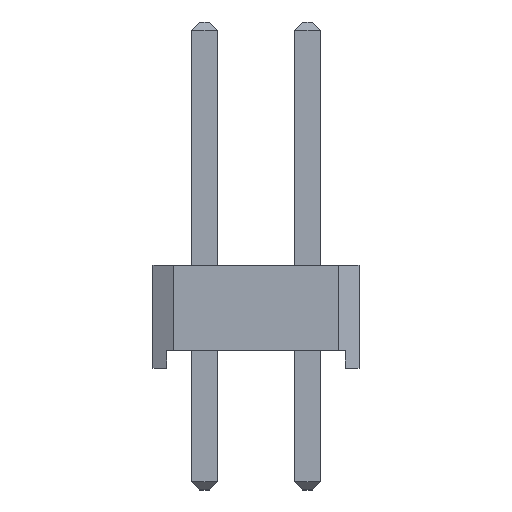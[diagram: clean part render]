
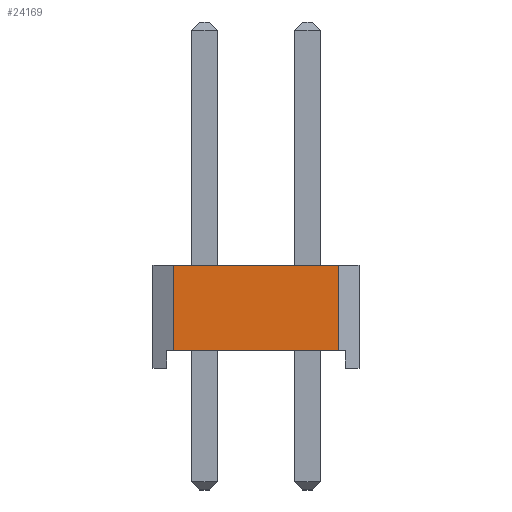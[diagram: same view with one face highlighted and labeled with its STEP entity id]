
A CAD part, front view. The second image highlights one B-rep face of the part: STEP entity #24169.
In plain terms, the highlighted face is planar.
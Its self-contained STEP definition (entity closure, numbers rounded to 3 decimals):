
#908=ORIENTED_EDGE('',*,*,#5540,.T.);
#909=ORIENTED_EDGE('',*,*,#5228,.T.);
#910=ORIENTED_EDGE('',*,*,#5541,.F.);
#911=ORIENTED_EDGE('',*,*,#5385,.F.);
#5228=EDGE_CURVE('',#7654,#7655,#9154,.T.);
#5385=EDGE_CURVE('',#7700,#7701,#9311,.T.);
#5540=EDGE_CURVE('',#7700,#7654,#9466,.T.);
#5541=EDGE_CURVE('',#7701,#7655,#9467,.T.);
#7654=VERTEX_POINT('',#31289);
#7655=VERTEX_POINT('',#31290);
#7700=VERTEX_POINT('',#31535);
#7701=VERTEX_POINT('',#31537);
#9154=LINE('',#31288,#11580);
#9311=LINE('',#31536,#11737);
#9466=LINE('',#31781,#11892);
#9467=LINE('',#31782,#11893);
#11580=VECTOR('',#26564,1000.);
#11737=VECTOR('',#26809,1000.);
#11892=VECTOR('',#27054,1000.);
#11893=VECTOR('',#27055,1000.);
#13831=EDGE_LOOP('',(#908,#909,#910,#911));
#14935=FACE_BOUND('',#13831,.T.);
#16039=PLANE('',#25192);
#24169=ADVANCED_FACE('',(#14935),#16039,.F.);
#25192=AXIS2_PLACEMENT_3D('',#31780,#27052,#27053);
#26564=DIRECTION('',(0.,1.,0.));
#26809=DIRECTION('',(0.,1.,0.));
#27052=DIRECTION('',(-1.,0.,0.));
#27053=DIRECTION('',(0.,0.,1.));
#27054=DIRECTION('',(0.,0.,-1.));
#27055=DIRECTION('',(0.,0.,-1.));
#31288=CARTESIAN_POINT('',(27.94,0.,-3.31));
#31289=CARTESIAN_POINT('',(27.94,-0.832,-3.31));
#31290=CARTESIAN_POINT('',(27.94,1.27,-3.31));
#31535=CARTESIAN_POINT('',(27.94,-0.832,0.77));
#31536=CARTESIAN_POINT('',(27.94,0.,0.77));
#31537=CARTESIAN_POINT('',(27.94,1.27,0.77));
#31780=CARTESIAN_POINT('',(27.94,0.,0.));
#31781=CARTESIAN_POINT('',(27.94,-0.832,0.93));
#31782=CARTESIAN_POINT('',(27.94,1.27,1.27));
